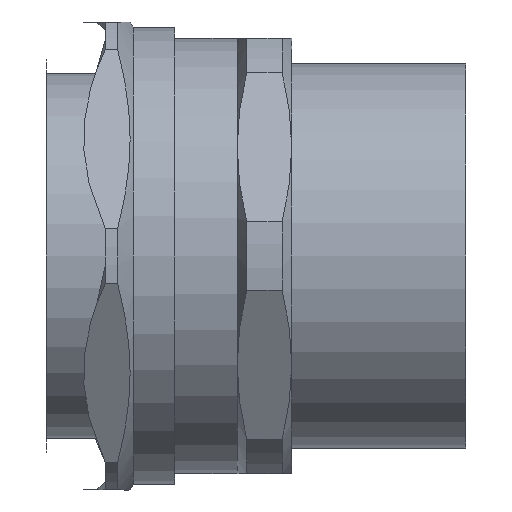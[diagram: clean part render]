
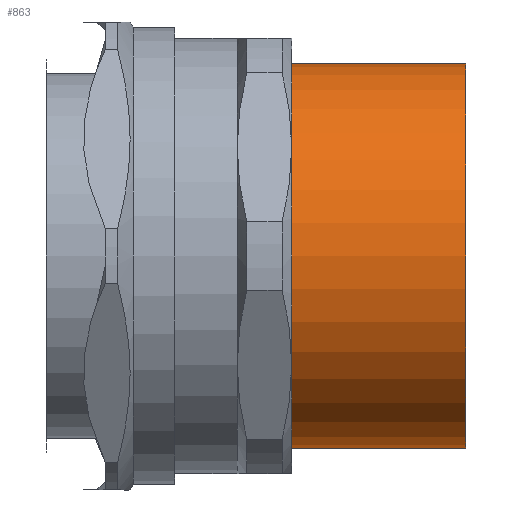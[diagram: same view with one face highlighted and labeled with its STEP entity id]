
A CAD part, left-side view. The second image highlights one B-rep face of the part: STEP entity #863.
In plain terms, the highlighted cylindrical face has radius 17.65 mm (diameter 35.3 mm), a full revolution.
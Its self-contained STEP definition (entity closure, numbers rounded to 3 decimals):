
#171=FACE_OUTER_BOUND('',#228,.T.);
#228=EDGE_LOOP('',(#707,#708,#709,#710));
#267=LINE('',#1461,#300);
#300=VECTOR('',#1164,17.65);
#336=CIRCLE('',#932,17.65);
#339=CIRCLE('',#937,17.65);
#389=VERTEX_POINT('',#1305);
#392=VERTEX_POINT('',#1314);
#469=EDGE_CURVE('',#389,#389,#336,.T.);
#473=EDGE_CURVE('',#392,#392,#339,.T.);
#522=EDGE_CURVE('',#389,#392,#267,.T.);
#707=ORIENTED_EDGE('',*,*,#469,.T.);
#708=ORIENTED_EDGE('',*,*,#522,.T.);
#709=ORIENTED_EDGE('',*,*,#473,.T.);
#710=ORIENTED_EDGE('',*,*,#522,.F.);
#822=CYLINDRICAL_SURFACE('',#973,17.65);
#863=ADVANCED_FACE('',(#171),#822,.T.);
#932=AXIS2_PLACEMENT_3D('',#1306,#1067,#1068);
#937=AXIS2_PLACEMENT_3D('',#1315,#1078,#1079);
#973=AXIS2_PLACEMENT_3D('',#1460,#1162,#1163);
#1067=DIRECTION('center_axis',(0.,-1.,0.));
#1068=DIRECTION('ref_axis',(-1.,0.,0.));
#1078=DIRECTION('center_axis',(0.,1.,0.));
#1079=DIRECTION('ref_axis',(-1.,0.,0.));
#1162=DIRECTION('center_axis',(0.,1.,0.));
#1163=DIRECTION('ref_axis',(-1.,0.,0.));
#1164=DIRECTION('',(0.,-1.,0.));
#1305=CARTESIAN_POINT('',(216.059,41.748,177.166));
#1306=CARTESIAN_POINT('Origin',(198.409,41.748,177.166));
#1314=CARTESIAN_POINT('',(216.059,25.748,177.166));
#1315=CARTESIAN_POINT('Origin',(198.409,25.748,177.166));
#1460=CARTESIAN_POINT('Origin',(198.409,33.748,177.166));
#1461=CARTESIAN_POINT('',(216.059,33.748,177.166));
